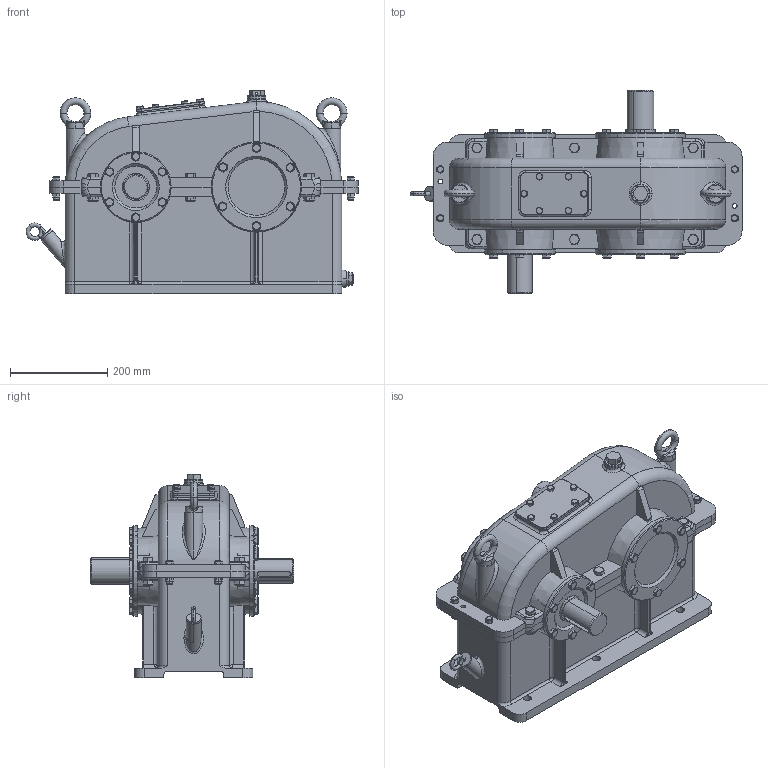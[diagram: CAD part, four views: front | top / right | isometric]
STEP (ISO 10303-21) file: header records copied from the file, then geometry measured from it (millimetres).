
FILE_DESCRIPTION((''),'2;1');
FILE_NAME('SKOP_JEDNOSTEPENOG_REDUKTORA_ASM','2013-02-15T',('XtremeCrazy'),(''),'PRO/ENGINEER BY PARAMETRIC TECHNOLOGY CORPORATION, 2010100','PRO/ENGINEER BY PARAMETRIC TECHNOLOGY CORPORATION, 2010100','');
FILE_SCHEMA(('CONFIG_CONTROL_DESIGN'));
Products named in the file (31): KUCISTE; POKLOPAC; DRZAC_VECIH_LEZAJEVA2; ZAPTIVKA2; DRZAC_VECIH_LEZAJEVA_ASM; DRZAC_MANJIH_LEZAJEVA2; ZAPTIVKA1; DRZAC_MANJIH_LEZAJEVA_ASM; DRZAC_MANJIH_LEZAJEVA1; DRZAC_VECIH_LEZAJEVA1; POGONSKO_VRATILO; POGONSKI_ZUPCANIK; GONJENO_VRATILO; GONJENI_ZUPCANIK; ZAVRTANJ_SA_PRSTENASTOM_GLAVOM; ODUSAK; MERAC_ULJA; ZAVRTANJ_ZA_ISPUSTANJE_ULJA; DISTANTNI_PRSTEN1; DISTANTNI_PRSTENOVI2; POKLOPAC_OTVORA_ZA_ULJE; M8; M13; M12; M121; M12__; M12___; KLIN1; LEZAJ2; LEZAJ6211; SKOP_JEDNOSTEPENOG_REDUKTORA_ASM
Assembly tree (78 placements, depth 3):
  SKOP_JEDNOSTEPENOG_REDUKTORA_ASM
    KUCISTE
    POKLOPAC
    DRZAC_VECIH_LEZAJEVA_ASM
      DRZAC_VECIH_LEZAJEVA2
      ZAPTIVKA2
    DRZAC_MANJIH_LEZAJEVA_ASM
      DRZAC_MANJIH_LEZAJEVA2
      ZAPTIVKA1
    DRZAC_MANJIH_LEZAJEVA1
    DRZAC_VECIH_LEZAJEVA1
    POGONSKO_VRATILO
    POGONSKI_ZUPCANIK
    GONJENO_VRATILO
    GONJENI_ZUPCANIK
    ZAVRTANJ_SA_PRSTENASTOM_GLAVOM  x2
    ODUSAK
    MERAC_ULJA
    ZAVRTANJ_ZA_ISPUSTANJE_ULJA
    DISTANTNI_PRSTEN1
    DISTANTNI_PRSTENOVI2
    POKLOPAC_OTVORA_ZA_ULJE
    M8  x6
    M13  x24
    M12  x6
    M121  x6
    M12__  x4
    M12___  x4
    KLIN1  x2
    LEZAJ2  x2
    LEZAJ6211  x2
Bounding box: 681.41 x 417 x 418.5 mm (x, y, z)
Volume: 18514699.7 mm3; surface area: 3016940.3 mm2
Topology: 118 solids, 182 shells, 2783 faces, 7776 edges, 5311 vertices
Faces by surface type: cylinder 994, plane 925, cone 576, sphere 164, torus 76, bspline 48
Entity records: 67599 total; most frequent: CARTESIAN_POINT 18563, DIRECTION 10802, ORIENTED_EDGE 9670, EDGE_CURVE 4873, AXIS2_PLACEMENT_3D 4398, VERTEX_POINT 3187, CIRCLE 2213, EDGE_LOOP 2136
